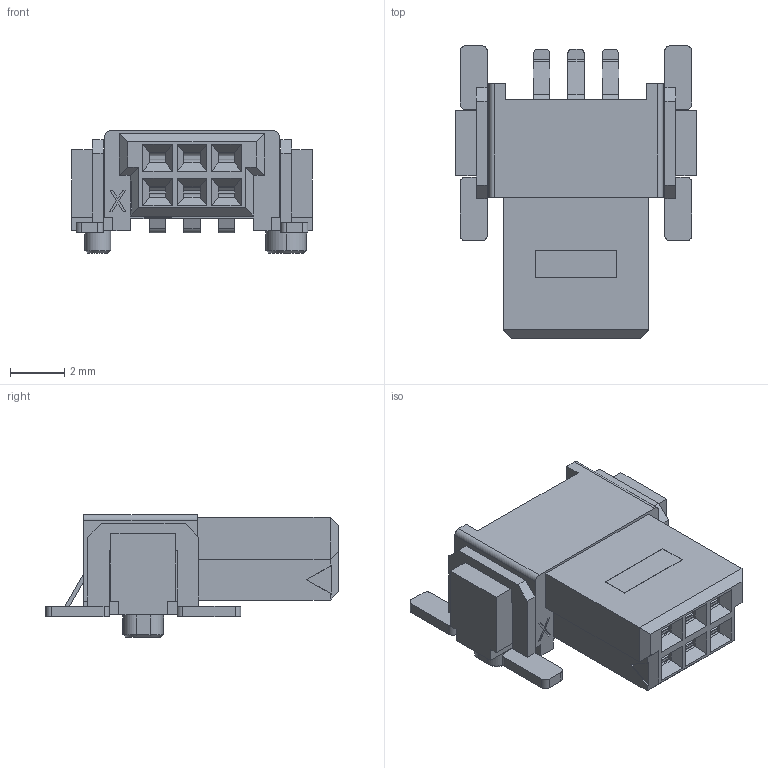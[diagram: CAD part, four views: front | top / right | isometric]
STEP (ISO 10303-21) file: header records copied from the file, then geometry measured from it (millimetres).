
FILE_DESCRIPTION(('Creo Elements/Direct Modeling STEP Export'),'2;1');
FILE_NAME('model.stp','2022-08-26T11:07:17',(''),(''),'Creo Elements/Direct Modeling STEP processor for AP214 (Solid Model)','Creo Elements/Direct Modeling 20.1D 10-Oct-2020 (C) Parametric Technology GmbH','');
FILE_SCHEMA(('AUTOMOTIVE_DESIGN { 1 0 10303 214 1 1 1 1 }'));
Length unit declared in the file: millimetre
Products named in the file (5): LPV_1_FR_1_27_FH_CONTACT_B.2; LR_FR_1_27_BOARD_LOCK; LPV_2_FR_1_27_FH_CONTACT_B; GEH_FR_1_27_ 6_FH_HOUSING; FR 1.27- 6-FH
Assembly tree (9 placements, depth 2):
  FR 1.27- 6-FH
    LR_FR_1_27_BOARD_LOCK  x2
    LPV_1_FR_1_27_FH_CONTACT_B.2  x3
    GEH_FR_1_27_ 6_FH_HOUSING
    LPV_2_FR_1_27_FH_CONTACT_B  x3
Bounding box: 8.9 x 10.8 x 4.53 mm (x, y, z)
Volume: 176.8 mm3; surface area: 708.8 mm2
Topology: 9 solids, 9 shells, 482 faces, 1333 edges, 877 vertices
Faces by surface type: plane 384, cylinder 90, bspline 4, cone 4
Entity records: 11692 total; most frequent: CARTESIAN_POINT 1692, ORIENTED_EDGE 1622, DIRECTION 1429, EDGE_CURVE 811, VECTOR 705, LINE 705, VERTEX_POINT 529, AXIS2_PLACEMENT_3D 362
